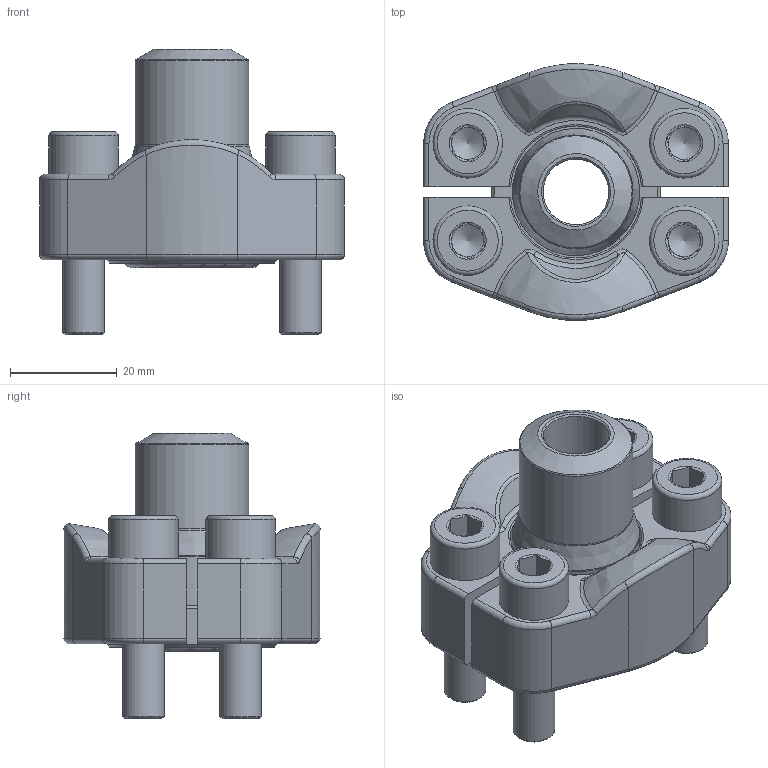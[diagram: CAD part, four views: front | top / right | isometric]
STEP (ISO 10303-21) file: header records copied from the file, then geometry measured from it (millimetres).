
FILE_DESCRIPTION(/* description */ (''),/* implementation_level */ '2;1');
FILE_NAME(/* name */ 'AFA13-622.stp',/* time_stamp */ '2025-01-09T11:53:34+01:00',/* author */ (''),/* organization */ (''),/* preprocessor_version */ 'ST-DEVELOPER v16',/* originating_system */ 'SIEMENS PLM Software NX 10.0',/* authorisation */ '');
FILE_SCHEMA (('AUTOMOTIVE_DESIGN { 1 0 10303 214 3 1 1 1 }'));
Length unit declared in the file: millimetre
Products named in the file (6): X-AFH13-6_einzel; X-M8x30I; X-OV18-1; X-AFA13-6; X-AFH13-6; AFA13-6
Assembly tree (9 placements, depth 3):
  AFA13-6
    X-AFH13-6
      X-AFH13-6_einzel  x2
    X-AFA13-6
    X-OV18-1
    X-M8x30I  x4
Bounding box: 57 x 47.94 x 53.4 mm (x, y, z)
Volume: 45586.2 mm3; surface area: 22265.4 mm2
Topology: 8 solids, 8 shells, 239 faces, 508 edges, 290 vertices
Faces by surface type: plane 83, cone 57, cylinder 45, torus 39, bspline 12, sphere 2, revolution 1
Full cylindrical faces by diameter (mm): 7.76 x4, 9 x4, 12.3 x1, 13 x5, 18.7 x1, 21.3 x1, 23.8 x1, 26.466 x1, 31.7 x1
Entity records: 3152 total; most frequent: CARTESIAN_POINT 718, DIRECTION 475, ORIENTED_EDGE 360, AXIS2_PLACEMENT_3D 211, EDGE_CURVE 180, EDGE_LOOP 145, VERTEX_POINT 123, CIRCLE 104
